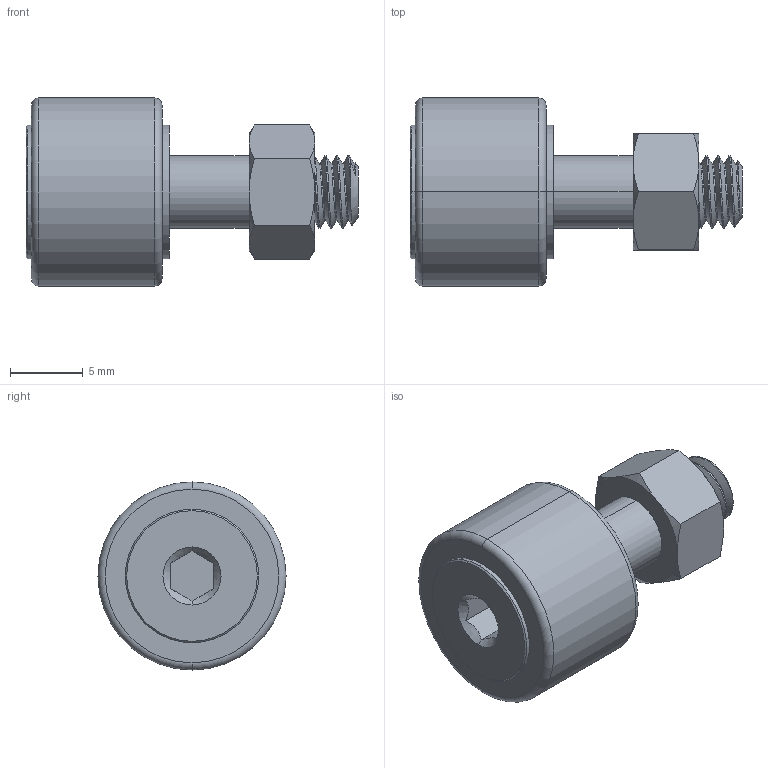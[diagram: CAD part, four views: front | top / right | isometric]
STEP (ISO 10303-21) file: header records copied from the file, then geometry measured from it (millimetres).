
FILE_DESCRIPTION (( 'STEP AP214' ), '1' );
FILE_NAME ('am-4246 Cam Follower.STEP', '2020-06-05T18:20:28', ( '' ), ( '' ), 'SwSTEP 2.0', 'SolidWorks 2019', '' );
FILE_SCHEMA (( 'AUTOMOTIVE_DESIGN' ));
Length unit declared in the file: inch
Products named in the file (3): am-4246 CF5 Crowned Cam Follower; am-4246 Cam Follower; M5 Cam Follower Nut_91028A658
Assembly tree (2 placements, depth 2):
  am-4246 Cam Follower
    am-4246 CF5 Crowned Cam Follower
    M5 Cam Follower Nut_91028A658
Bounding box: 22.88 x 12.96 x 12.96 mm (x, y, z)
Volume: 1607.4 mm3; surface area: 1244.6 mm2
Topology: 2 solids, 2 shells, 124 faces, 311 edges, 196 vertices
Faces by surface type: cylinder 60, cone 33, plane 22, bspline 5, torus 4
Entity records: 5837 total; most frequent: CARTESIAN_POINT 3105, ORIENTED_EDGE 618, DIRECTION 482, EDGE_CURVE 309, VERTEX_POINT 196, AXIS2_PLACEMENT_3D 194, EDGE_LOOP 133, FACE_OUTER_BOUND 124
